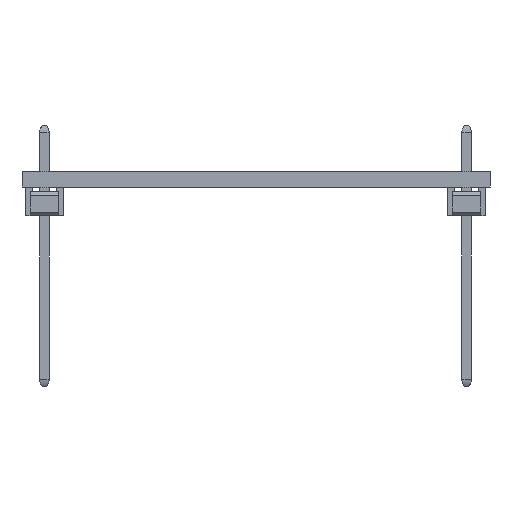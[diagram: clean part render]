
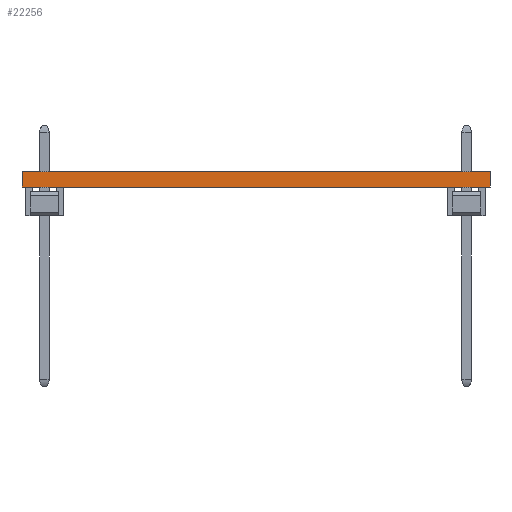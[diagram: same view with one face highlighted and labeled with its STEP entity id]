
A CAD part, front view. The second image highlights one B-rep face of the part: STEP entity #22256.
In plain terms, the highlighted planar face has unit normal (0, -1, 0).
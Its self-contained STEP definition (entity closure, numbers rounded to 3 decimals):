
#5228 = CARTESIAN_POINT ( 'NONE',  ( 13.38, -16.47, 0.79 ) ) ;
#5375 = DIRECTION ( 'NONE',  ( 1., 0., 0. ) ) ;
#5376 = VECTOR ( 'NONE', #5375, 1000. ) ;
#5377 = CARTESIAN_POINT ( 'NONE',  ( 13.38, -16.47, 0.79 ) ) ;
#5378 = LINE ( 'NONE', #5377, #5376 ) ;
#5458 = CARTESIAN_POINT ( 'NONE',  ( -11., -16.47, 0.79 ) ) ;
#5641 = CARTESIAN_POINT ( 'NONE',  ( 13.38, -16.47, 0. ) ) ;
#5795 = DIRECTION ( 'NONE',  ( 0., 0., -1. ) ) ;
#5796 = VECTOR ( 'NONE', #5795, 1000. ) ;
#5797 = CARTESIAN_POINT ( 'NONE',  ( -11., -16.47, 0.79 ) ) ;
#5798 = LINE ( 'NONE', #5797, #5796 ) ;
#5800 = CARTESIAN_POINT ( 'NONE',  ( -11., -16.47, 0. ) ) ;
#5857 = DIRECTION ( 'NONE',  ( 0., 0., -1. ) ) ;
#5858 = VECTOR ( 'NONE', #5857, 1000. ) ;
#5859 = CARTESIAN_POINT ( 'NONE',  ( 13.38, -16.47, 0.79 ) ) ;
#5860 = LINE ( 'NONE', #5859, #5858 ) ;
#5949 = FACE_OUTER_BOUND ( 'NONE', #22257, .T. ) ;
#5981 = DIRECTION ( 'NONE',  ( 1., 0., 0. ) ) ;
#5982 = VECTOR ( 'NONE', #5981, 1000. ) ;
#5983 = CARTESIAN_POINT ( 'NONE',  ( 13.38, -16.47, 0. ) ) ;
#5984 = LINE ( 'NONE', #5983, #5982 ) ;
#5986 = DIRECTION ( 'NONE',  ( -1., 0., 0. ) ) ;
#5987 = DIRECTION ( 'NONE',  ( 0., 1., 0. ) ) ;
#5988 = CARTESIAN_POINT ( 'NONE',  ( 13.38, -16.47, 0.79 ) ) ;
#5989 = AXIS2_PLACEMENT_3D ( 'NONE', #5988, #5987, #5986 ) ;
#5990 = PLANE ( 'NONE',  #5989 ) ;
#22018 = VERTEX_POINT ( 'NONE', #5228 ) ;
#22068 = EDGE_CURVE ( 'NONE', #22095, #22018, #5378, .T. ) ;
#22095 = VERTEX_POINT ( 'NONE', #5458 ) ;
#22151 = VERTEX_POINT ( 'NONE', #5641 ) ;
#22195 = VERTEX_POINT ( 'NONE', #5800 ) ;
#22197 = EDGE_CURVE ( 'NONE', #22095, #22195, #5798, .T. ) ;
#22216 = EDGE_CURVE ( 'NONE', #22018, #22151, #5860, .T. ) ;
#22256 = ADVANCED_FACE ( 'NONE', ( #5949 ), #5990, .F. ) ;
#22257 = EDGE_LOOP ( 'NONE', ( #22258, #22260, #22261, #22262 ) ) ;
#22258 = ORIENTED_EDGE ( 'NONE', *, *, #22259, .T. ) ;
#22259 = EDGE_CURVE ( 'NONE', #22195, #22151, #5984, .T. ) ;
#22260 = ORIENTED_EDGE ( 'NONE', *, *, #22216, .F. ) ;
#22261 = ORIENTED_EDGE ( 'NONE', *, *, #22068, .F. ) ;
#22262 = ORIENTED_EDGE ( 'NONE', *, *, #22197, .T. ) ;
